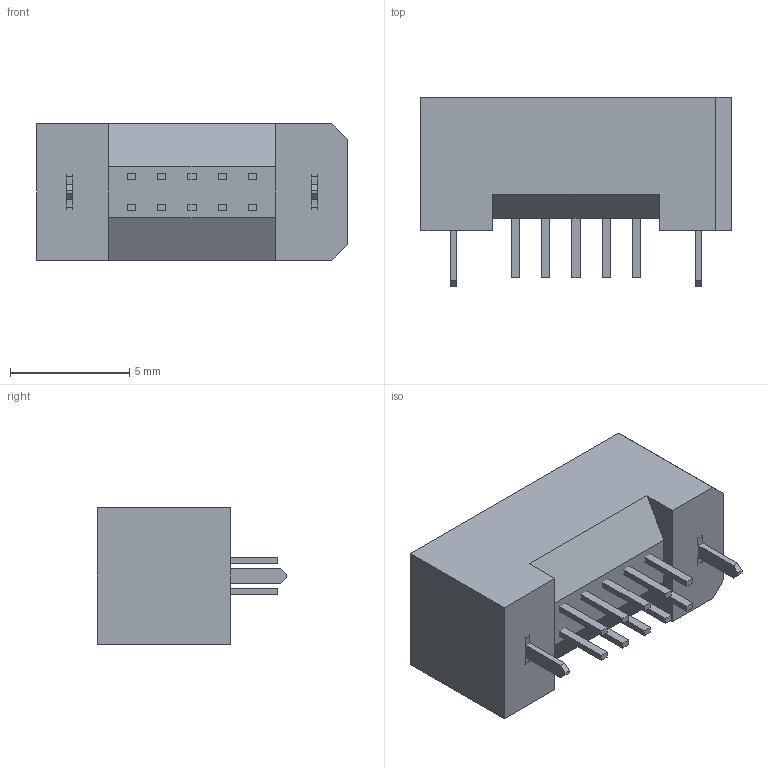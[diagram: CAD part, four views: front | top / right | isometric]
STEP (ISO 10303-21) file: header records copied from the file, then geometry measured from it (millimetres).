
FILE_DESCRIPTION( ( 'STEP AP214' ), '1' );
FILE_NAME( 'TFM-105-01-L-D-WT.stp', '2019-07-29T06:33:37', ( '' ), ( '' ), ' ', 'PARTsolutions', ' ' );
FILE_SCHEMA( ( 'AUTOMOTIVE_DESIGN { 1 0 10303 214 1 1 1 1 }' ) );
Length unit declared in the file: inch
Products named in the file (4): TFM-105-01-L-D-WT; _TFM-105-01-L-D-WT_terminal; _TFM-105-01-L-D_pins; _WT-25-04-T
Assembly tree (4 placements, depth 2):
  TFM-105-01-L-D-WT
    _TFM-105-01-L-D-WT_terminal
    _TFM-105-01-L-D_pins
    _WT-25-04-T  x2
Bounding box: 13.03 x 7.95 x 5.71 mm (x, y, z)
Volume: 269.6 mm3; surface area: 692.6 mm2
Topology: 4 solids, 4 shells, 167 faces, 421 edges, 283 vertices
Faces by surface type: plane 149, cylinder 18
Full cylindrical faces by diameter (mm): 0.457 x10
Entity records: 5439 total; most frequent: CARTESIAN_POINT 736, ORIENTED_EDGE 694, DIRECTION 679, EDGE_CURVE 347, LINE 319, VECTOR 319, VERTEX_POINT 237, AXIS2_PLACEMENT_3D 180
